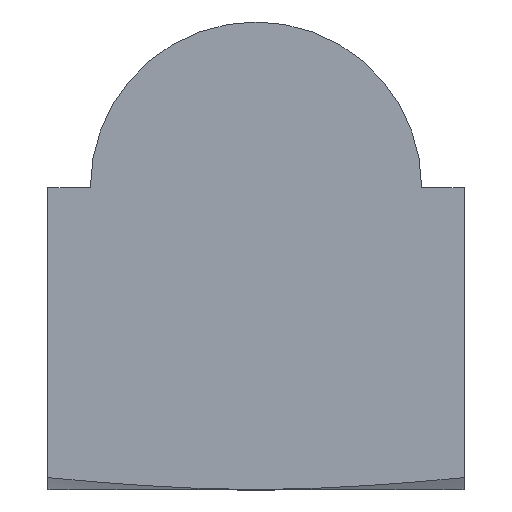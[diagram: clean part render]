
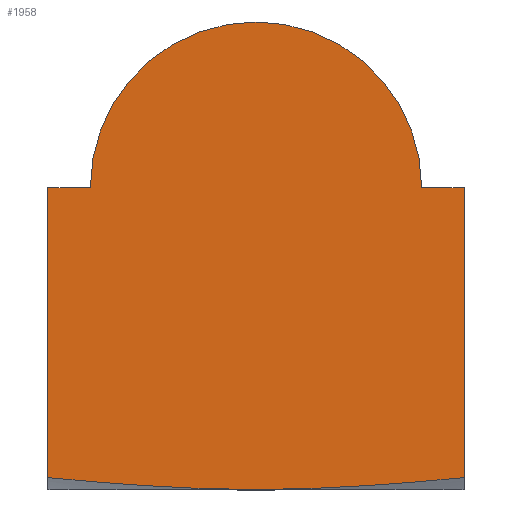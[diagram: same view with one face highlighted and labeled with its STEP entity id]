
A CAD part, top view. The second image highlights one B-rep face of the part: STEP entity #1958.
In plain terms, the highlighted planar face has unit normal (0, 0, 1).
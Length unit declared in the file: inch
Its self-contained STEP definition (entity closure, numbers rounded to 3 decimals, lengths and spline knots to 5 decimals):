
#17 = CARTESIAN_POINT ( 'NONE',  ( -0.245, 0., 0.512 ) ) ;
#69 = CARTESIAN_POINT ( 'NONE',  ( -0.0219, 0., 0.512 ) ) ;
#115 = EDGE_CURVE ( 'NONE', #1438, #2104, #1201, .T. ) ;
#221 = CARTESIAN_POINT ( 'NONE',  ( 0., 0.355, 0.512 ) ) ;
#276 = CARTESIAN_POINT ( 'NONE',  ( 0.245, 0.355, 0.512 ) ) ;
#345 = EDGE_CURVE ( 'NONE', #2205, #2180, #1132, .T. ) ;
#365 = CARTESIAN_POINT ( 'NONE',  ( -0.17083, 0.00689, 0.512 ) ) ;
#383 = DIRECTION ( 'NONE',  ( -1., 0., 0. ) ) ;
#388 = CARTESIAN_POINT ( 'NONE',  ( 0.245, 0.01369, 0.512 ) ) ;
#476 = DIRECTION ( 'NONE',  ( 1., 0., 0. ) ) ;
#519 = B_SPLINE_CURVE_WITH_KNOTS ( 'NONE', 3,
 ( #1142, #1928, #1557, #365, #1771, #539 ),
 .UNSPECIFIED., .F., .F.,
 ( 4, 2, 4 ),
 ( 0.0143, 0.01713, 0.01995 ),
 .UNSPECIFIED. ) ;
#534 = LINE ( 'NONE', #2330, #811 ) ;
#539 = CARTESIAN_POINT ( 'NONE',  ( -0.245, 0.01369, 0.512 ) ) ;
#678 = VECTOR ( 'NONE', #383, 39.37008 ) ;
#680 = LINE ( 'NONE', #1787, #678 ) ;
#714 = FACE_OUTER_BOUND ( 'NONE', #1691, .T. ) ;
#715 = CARTESIAN_POINT ( 'NONE',  ( 0., 0.355, 0.512 ) ) ;
#763 = CARTESIAN_POINT ( 'NONE',  ( -0.245, 0.355, 0.512 ) ) ;
#811 = VECTOR ( 'NONE', #987, 39.37008 ) ;
#827 = VECTOR ( 'NONE', #1550, 39.37008 ) ;
#833 = LINE ( 'NONE', #1125, #827 ) ;
#841 = EDGE_CURVE ( 'NONE', #2180, #2091, #982, .T. ) ;
#869 = CARTESIAN_POINT ( 'NONE',  ( 0.245, 0.01369, 0.512 ) ) ;
#917 = DIRECTION ( 'NONE',  ( -1., 0., 0. ) ) ;
#928 = DIRECTION ( 'NONE',  ( 0., 0., -1. ) ) ;
#957 = CARTESIAN_POINT ( 'NONE',  ( 0.195, 0.355, 0.512 ) ) ;
#967 = VECTOR ( 'NONE', #1821, 39.37008 ) ;
#982 = LINE ( 'NONE', #1643, #967 ) ;
#986 = ORIENTED_EDGE ( 'NONE', *, *, #1503, .T. ) ;
#987 = DIRECTION ( 'NONE',  ( 0., -1., 0. ) ) ;
#1010 = CARTESIAN_POINT ( 'NONE',  ( -0.195, 0.355, 0.512 ) ) ;
#1125 = CARTESIAN_POINT ( 'NONE',  ( 0.245, 0.355, 0.512 ) ) ;
#1132 = CIRCLE ( 'NONE', #2013, 0.195 ) ;
#1142 = CARTESIAN_POINT ( 'NONE',  ( -0.0219, 0., 0.512 ) ) ;
#1190 = VECTOR ( 'NONE', #476, 39.37008 ) ;
#1201 = LINE ( 'NONE', #17, #1190 ) ;
#1262 = EDGE_CURVE ( 'NONE', #2152, #2104, #1376, .T. ) ;
#1376 = B_SPLINE_CURVE_WITH_KNOTS ( 'NONE', 3,
 ( #869, #2050, #1885, #2258 ),
 .UNSPECIFIED., .F., .F.,
 ( 4, 4 ),
 ( 0.00752, 0.01319 ),
 .UNSPECIFIED. ) ;
#1387 = CARTESIAN_POINT ( 'NONE',  ( 0.0219, 0., 0.512 ) ) ;
#1438 = VERTEX_POINT ( 'NONE', #69 ) ;
#1503 = EDGE_CURVE ( 'NONE', #2152, #2186, #833, .T. ) ;
#1508 = ORIENTED_EDGE ( 'NONE', *, *, #1580, .T. ) ;
#1535 = EDGE_CURVE ( 'NONE', #1438, #2189, #519, .T. ) ;
#1550 = DIRECTION ( 'NONE',  ( 0., 1., 0. ) ) ;
#1557 = CARTESIAN_POINT ( 'NONE',  ( -0.09647, 0.00206, 0.512 ) ) ;
#1559 = ORIENTED_EDGE ( 'NONE', *, *, #2083, .T. ) ;
#1580 = EDGE_CURVE ( 'NONE', #2091, #2189, #534, .T. ) ;
#1643 = CARTESIAN_POINT ( 'NONE',  ( -0.195, 0.355, 0.512 ) ) ;
#1645 = CARTESIAN_POINT ( 'NONE',  ( -0.245, 0.01369, 0.512 ) ) ;
#1662 = ORIENTED_EDGE ( 'NONE', *, *, #1262, .F. ) ;
#1691 = EDGE_LOOP ( 'NONE', ( #1662, #986, #1559, #1765, #2146, #1508, #1743, #2251 ) ) ;
#1741 = AXIS2_PLACEMENT_3D ( 'NONE', #221, #928, #2295 ) ;
#1743 = ORIENTED_EDGE ( 'NONE', *, *, #1535, .F. ) ;
#1765 = ORIENTED_EDGE ( 'NONE', *, *, #345, .T. ) ;
#1771 = CARTESIAN_POINT ( 'NONE',  ( -0.20793, 0.01009, 0.512 ) ) ;
#1787 = CARTESIAN_POINT ( 'NONE',  ( 0.195, 0.355, 0.512 ) ) ;
#1821 = DIRECTION ( 'NONE',  ( -1., 0., 0. ) ) ;
#1885 = CARTESIAN_POINT ( 'NONE',  ( 0.09655, 0.00089, 0.512 ) ) ;
#1928 = CARTESIAN_POINT ( 'NONE',  ( -0.05914, 0.00045, 0.512 ) ) ;
#1958 = ADVANCED_FACE ( 'NONE', ( #714 ), #2112, .F. ) ;
#2013 = AXIS2_PLACEMENT_3D ( 'NONE', #715, #2099, #917 ) ;
#2050 = CARTESIAN_POINT ( 'NONE',  ( 0.17084, 0.00648, 0.512 ) ) ;
#2083 = EDGE_CURVE ( 'NONE', #2186, #2205, #680, .T. ) ;
#2091 = VERTEX_POINT ( 'NONE', #763 ) ;
#2099 = DIRECTION ( 'NONE',  ( 0., 0., 1. ) ) ;
#2104 = VERTEX_POINT ( 'NONE', #1387 ) ;
#2112 = PLANE ( 'NONE',  #1741 ) ;
#2146 = ORIENTED_EDGE ( 'NONE', *, *, #841, .T. ) ;
#2152 = VERTEX_POINT ( 'NONE', #388 ) ;
#2180 = VERTEX_POINT ( 'NONE', #1010 ) ;
#2186 = VERTEX_POINT ( 'NONE', #276 ) ;
#2189 = VERTEX_POINT ( 'NONE', #1645 ) ;
#2205 = VERTEX_POINT ( 'NONE', #957 ) ;
#2251 = ORIENTED_EDGE ( 'NONE', *, *, #115, .T. ) ;
#2258 = CARTESIAN_POINT ( 'NONE',  ( 0.0219, 0., 0.512 ) ) ;
#2295 = DIRECTION ( 'NONE',  ( -1., 0., 0. ) ) ;
#2330 = CARTESIAN_POINT ( 'NONE',  ( -0.245, 0.355, 0.512 ) ) ;
